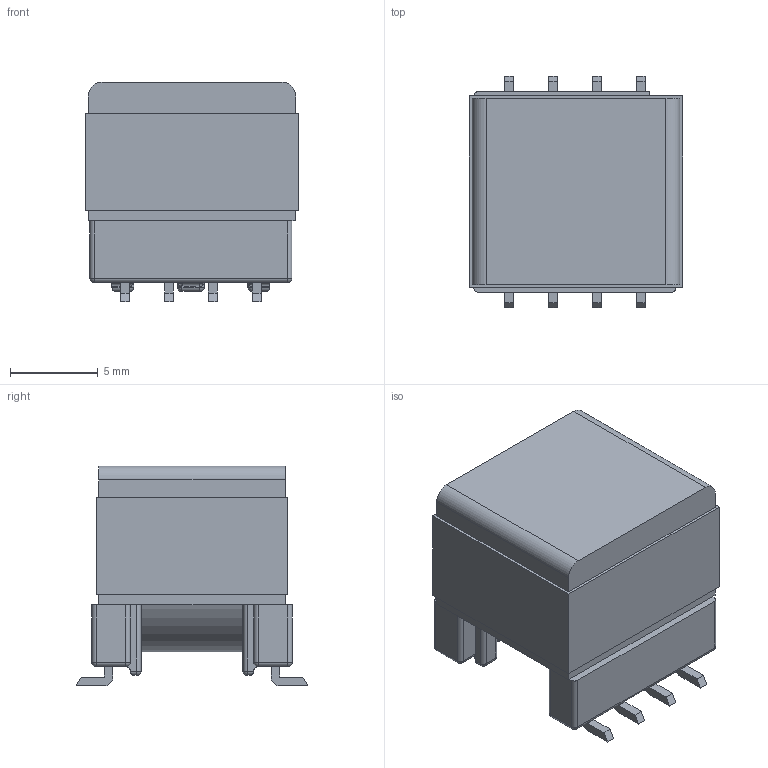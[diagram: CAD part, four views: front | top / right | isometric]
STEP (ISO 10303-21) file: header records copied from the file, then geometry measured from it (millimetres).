
FILE_DESCRIPTION(/* description */ ('Unknown'),/* implementation_level */ '2;1');
FILE_NAME(/* name */ 'T_Wurth_WE-IBTI-EP10_L12.4W13.8H13.6',/* time_stamp */ '2025-12-25T14:53:04+08:00',/* author */ ('Unknown'),/* organization */ ('Unknown'),/* preprocessor_version */ 'ST-DEVELOPER v19.4',/* originating_system */ 'Solid Edge',/* authorisation */ 'Unknown');
FILE_SCHEMA (('AUTOMOTIVE_DESIGN {1 0 10303 214 3 1 1}'));
Length unit declared in the file: millimetre
Products named in the file (2): T_Wurth_WE-IBTI-EP10_L12.4W13.8H13.6
Assembly tree (1 placements, depth 2):
  T_Wurth_WE-IBTI-EP10_L12.4W13.8H13.6
    T_Wurth_WE-IBTI-EP10_L12.4W13.8H13.6
Bounding box: 12.13 x 13.2 x 12.51 mm (x, y, z)
Volume: 1289.8 mm3; surface area: 1396.7 mm2
Topology: 1 solids, 1 shells, 377 faces, 950 edges, 543 vertices
Faces by surface type: plane 160, cylinder 102, bspline 80, sphere 29, torus 6
Entity records: 17379 total; most frequent: CARTESIAN_POINT 6505, ORIENTED_EDGE 1826, DIRECTION 1484, EDGE_CURVE 913, VERTEX_POINT 543, AXIS2_PLACEMENT_3D 496, LINE 492, VECTOR 492
